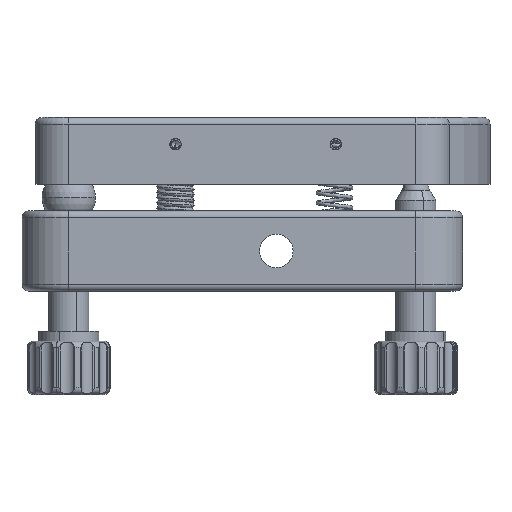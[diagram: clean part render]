
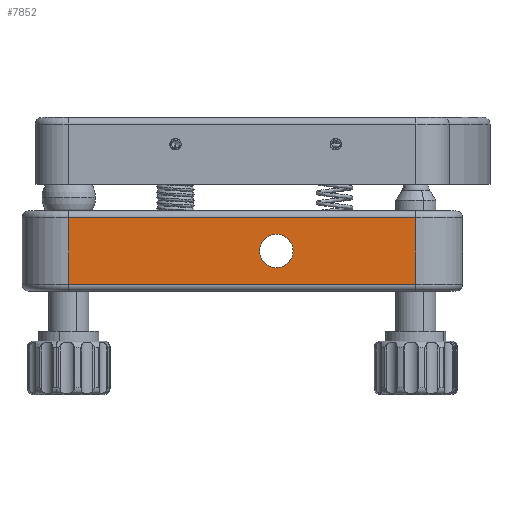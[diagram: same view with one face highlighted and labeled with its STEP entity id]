
A CAD part, left-side view. The second image highlights one B-rep face of the part: STEP entity #7852.
In plain terms, the highlighted planar face has unit normal (-1, 0, 0).
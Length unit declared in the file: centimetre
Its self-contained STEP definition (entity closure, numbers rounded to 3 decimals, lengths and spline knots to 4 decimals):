
#1026 = AXIS2_PLACEMENT_3D ( 'NONE', #23916, #6754, #16677 ) ;
#1492 = CARTESIAN_POINT ( 'NONE',  ( -0.7, -5.2001, -0.5 ) ) ;
#2045 = LINE ( 'NONE', #1492, #10715 ) ;
#2540 = DIRECTION ( 'NONE',  ( 0., 0., 1. ) ) ;
#2664 = VECTOR ( 'NONE', #16997, 100. ) ;
#2770 = FACE_BOUND ( 'NONE', #13682, .T. ) ;
#2775 = ORIENTED_EDGE ( 'NONE', *, *, #3134, .T. ) ;
#3134 = EDGE_CURVE ( 'NONE', #27844, #12656, #20671, .T. ) ;
#3341 = DIRECTION ( 'NONE',  ( 0., 0., 1. ) ) ;
#3503 = AXIS2_PLACEMENT_3D ( 'NONE', #10855, #28476, #3341 ) ;
#4011 = CARTESIAN_POINT ( 'NONE',  ( -0.7, -3.11, -0.75 ) ) ;
#4451 = EDGE_LOOP ( 'NONE', ( #25084, #17771, #11786, #15111 ) ) ;
#4757 = CARTESIAN_POINT ( 'NONE',  ( -0.7, 0., -1.6 ) ) ;
#5169 = VECTOR ( 'NONE', #2540, 100. ) ;
#6309 = PLANE ( 'NONE',  #1026 ) ;
#6754 = DIRECTION ( 'NONE',  ( 1., 0., 0. ) ) ;
#7852 = ADVANCED_FACE ( 'NONE', ( #2770, #22464 ), #6309, .F. ) ;
#8914 = ORIENTED_EDGE ( 'NONE', *, *, #12548, .T. ) ;
#9153 = LINE ( 'NONE', #4757, #5169 ) ;
#9922 = VECTOR ( 'NONE', #17775, 100. ) ;
#10676 = VERTEX_POINT ( 'NONE', #19294 ) ;
#10715 = VECTOR ( 'NONE', #31579, 100. ) ;
#10855 = CARTESIAN_POINT ( 'NONE',  ( -0.7, -3.11, -1. ) ) ;
#11656 = EDGE_CURVE ( 'NONE', #10676, #20172, #22360, .T. ) ;
#11786 = ORIENTED_EDGE ( 'NONE', *, *, #19606, .T. ) ;
#11939 = CARTESIAN_POINT ( 'NONE',  ( -0.7, -5.2001, -1.5 ) ) ;
#12281 = CARTESIAN_POINT ( 'NONE',  ( -0.7, -5.2001, -1.5 ) ) ;
#12333 = LINE ( 'NONE', #17439, #9922 ) ;
#12548 = EDGE_CURVE ( 'NONE', #12656, #27844, #19615, .T. ) ;
#12656 = VERTEX_POINT ( 'NONE', #4011 ) ;
#13562 = VERTEX_POINT ( 'NONE', #19735 ) ;
#13682 = EDGE_LOOP ( 'NONE', ( #8914, #2775 ) ) ;
#14444 = VERTEX_POINT ( 'NONE', #23063 ) ;
#15111 = ORIENTED_EDGE ( 'NONE', *, *, #31185, .T. ) ;
#16677 = DIRECTION ( 'NONE',  ( 0., -1., 0. ) ) ;
#16997 = DIRECTION ( 'NONE',  ( 0., -1., 0. ) ) ;
#17439 = CARTESIAN_POINT ( 'NONE',  ( -0.7, -5.2001, -1.6 ) ) ;
#17771 = ORIENTED_EDGE ( 'NONE', *, *, #11656, .T. ) ;
#17775 = DIRECTION ( 'NONE',  ( 0., 0., 1. ) ) ;
#19294 = CARTESIAN_POINT ( 'NONE',  ( -0.7, 0., -1.5 ) ) ;
#19606 = EDGE_CURVE ( 'NONE', #20172, #14444, #12333, .T. ) ;
#19615 = CIRCLE ( 'NONE', #3503, 0.25 ) ;
#19694 = DIRECTION ( 'NONE',  ( 0., 0., 1. ) ) ;
#19735 = CARTESIAN_POINT ( 'NONE',  ( -0.7, 0., -0.5 ) ) ;
#19758 = AXIS2_PLACEMENT_3D ( 'NONE', #22516, #22297, #19694 ) ;
#20172 = VERTEX_POINT ( 'NONE', #12281 ) ;
#20671 = CIRCLE ( 'NONE', #19758, 0.25 ) ;
#20941 = EDGE_CURVE ( 'NONE', #10676, #13562, #9153, .T. ) ;
#22297 = DIRECTION ( 'NONE',  ( 1., 0., 0. ) ) ;
#22360 = LINE ( 'NONE', #11939, #2664 ) ;
#22464 = FACE_OUTER_BOUND ( 'NONE', #4451, .T. ) ;
#22516 = CARTESIAN_POINT ( 'NONE',  ( -0.7, -3.11, -1. ) ) ;
#23063 = CARTESIAN_POINT ( 'NONE',  ( -0.7, -5.2001, -0.5 ) ) ;
#23916 = CARTESIAN_POINT ( 'NONE',  ( -0.7, -5.2001, -1.6 ) ) ;
#24377 = CARTESIAN_POINT ( 'NONE',  ( -0.7, -3.11, -1.25 ) ) ;
#25084 = ORIENTED_EDGE ( 'NONE', *, *, #20941, .F. ) ;
#27844 = VERTEX_POINT ( 'NONE', #24377 ) ;
#28476 = DIRECTION ( 'NONE',  ( 1., 0., 0. ) ) ;
#31185 = EDGE_CURVE ( 'NONE', #14444, #13562, #2045, .T. ) ;
#31579 = DIRECTION ( 'NONE',  ( 0., 1., 0. ) ) ;
